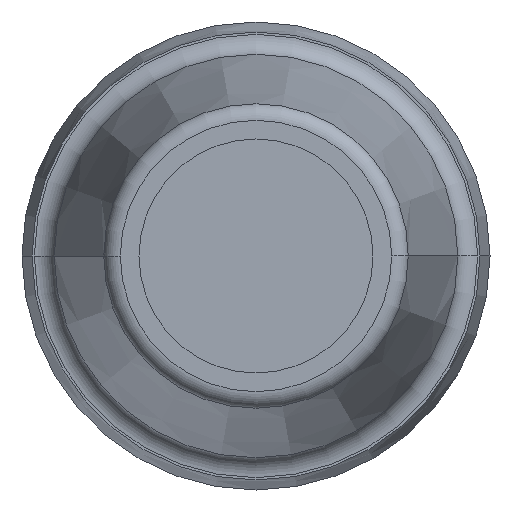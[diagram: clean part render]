
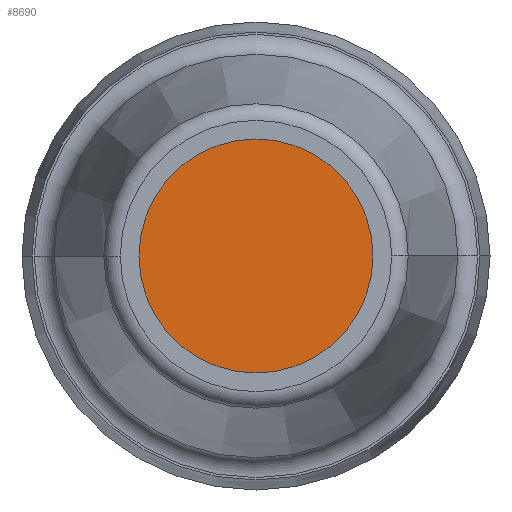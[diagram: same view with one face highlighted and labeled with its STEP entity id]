
A CAD part, front view. The second image highlights one B-rep face of the part: STEP entity #8690.
In plain terms, the highlighted planar face has unit normal (0, -1, 0).
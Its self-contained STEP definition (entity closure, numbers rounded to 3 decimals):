
#1880=CARTESIAN_POINT('',(3.5,-30.5,0.));
#1890=VERTEX_POINT('',#1880);
#1970=CARTESIAN_POINT('',(-3.5,-30.5,0.));
#1980=VERTEX_POINT('',#1970);
#2010=CARTESIAN_POINT('',(0.,-30.5,0.));
#2020=DIRECTION('',(0.,1.,0.));
#2030=DIRECTION('',(1.,0.,0.));
#2040=AXIS2_PLACEMENT_3D('',#2010,#2020,#2030);
#2050=CIRCLE('',#2040,3.5);
#2060=EDGE_CURVE('',#1890,#1980,#2050,.T.);
#8590=CARTESIAN_POINT('',(0.072,-30.5,3.84));
#8600=DIRECTION('',(0.,-1.,0.));
#8610=DIRECTION('',(1.,0.,0.));
#8620=AXIS2_PLACEMENT_3D('',#8590,#8600,#8610);
#8630=PLANE('',#8620);
#8640=EDGE_CURVE('',#1980,#1890,#2050,.T.);
#8650=ORIENTED_EDGE('',*,*,#8640,.F.);
#8660=ORIENTED_EDGE('',*,*,#2060,.F.);
#8670=EDGE_LOOP('',(#8660,#8650));
#8680=FACE_OUTER_BOUND('',#8670,.T.);
#8690=ADVANCED_FACE('',(#8680),#8630,.T.);
